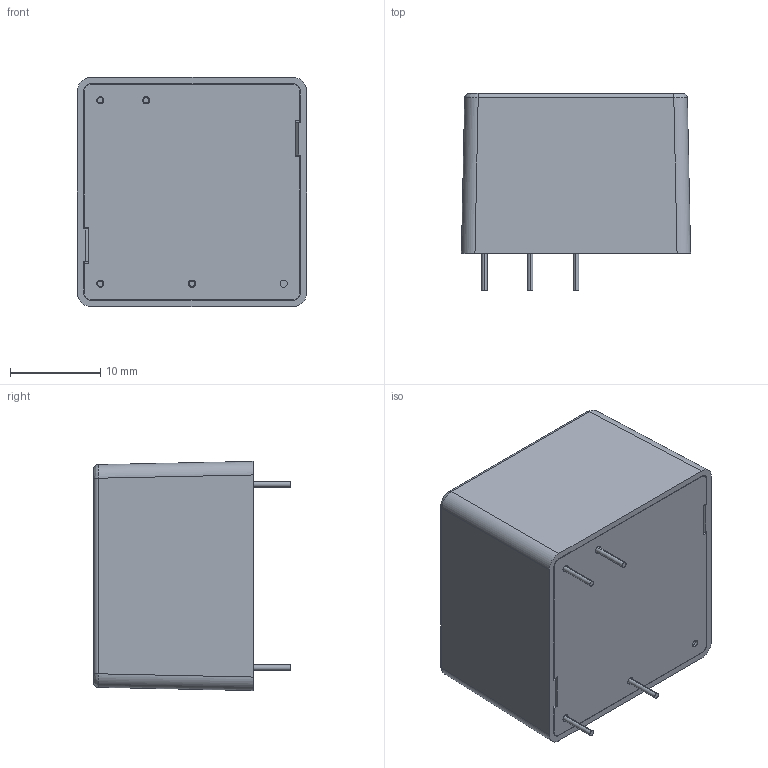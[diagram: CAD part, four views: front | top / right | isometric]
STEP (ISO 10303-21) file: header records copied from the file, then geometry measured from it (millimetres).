
FILE_DESCRIPTION (( 'STEP AP214' ), '1' );
FILE_NAME ('CUI_PSK-5D-24.step', '2021-02-22T14:56:14', ( '' ), ( '' ), 'SwSTEP 2.0', 'SolidWorks 2021', '' );
FILE_SCHEMA (( 'AUTOMOTIVE_DESIGN' ));
Length unit declared in the file: millimetre
Products named in the file (1): CUI_PSK-5D-24
Bounding box: 25.4 x 21.8 x 25.4 mm (x, y, z)
Volume: 2020.1 mm3; surface area: 5980.1 mm2
Topology: 6 solids, 6 shells, 195 faces, 493 edges, 322 vertices
Faces by surface type: plane 109, cylinder 69, cone 10, bspline 4, torus 3
Entity records: 8283 total; most frequent: CARTESIAN_POINT 1313, ORIENTED_EDGE 986, DIRECTION 971, EDGE_CURVE 493, VECTOR 331, LINE 331, VERTEX_POINT 322, AXIS2_PLACEMENT_3D 320
